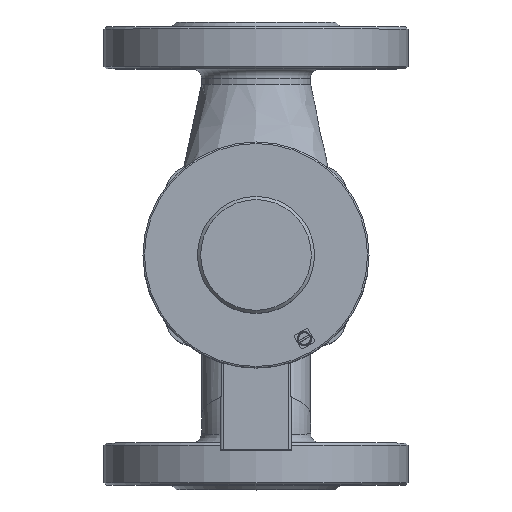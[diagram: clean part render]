
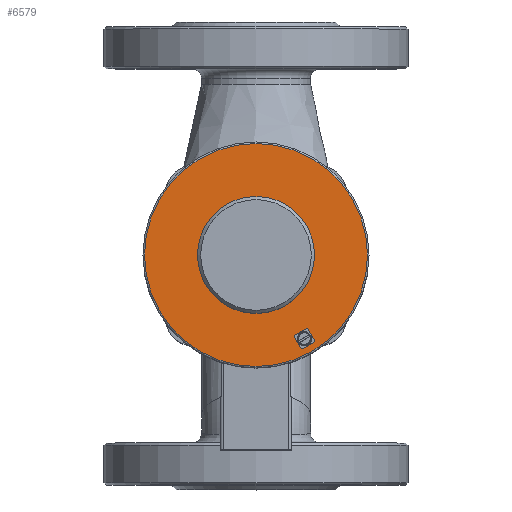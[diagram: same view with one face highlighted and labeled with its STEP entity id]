
A CAD part, top view. The second image highlights one B-rep face of the part: STEP entity #6579.
In plain terms, the highlighted planar face has unit normal (0, 0, 1).
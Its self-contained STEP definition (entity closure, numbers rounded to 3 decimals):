
#92=FACE_BOUND('',#1906,.T.);
#93=FACE_BOUND('',#1907,.T.);
#696=LINE('',#11429,#996);
#707=LINE('',#11450,#1007);
#708=LINE('',#11453,#1008);
#710=LINE('',#11457,#1010);
#712=LINE('',#11461,#1012);
#714=LINE('',#11465,#1014);
#716=LINE('',#11469,#1016);
#718=LINE('',#11472,#1018);
#996=VECTOR('',#8317,9.);
#1007=VECTOR('',#8332,0.707);
#1008=VECTOR('',#8335,0.707);
#1010=VECTOR('',#8339,9.);
#1012=VECTOR('',#8343,0.707);
#1014=VECTOR('',#8347,9.);
#1016=VECTOR('',#8351,0.707);
#1018=VECTOR('',#8355,9.);
#1483=FACE_OUTER_BOUND('',#1905,.T.);
#1905=EDGE_LOOP('',(#4977));
#1906=EDGE_LOOP('',(#4978,#4979,#4980,#4981,#4982,#4983,#4984,#4985));
#1907=EDGE_LOOP('',(#4986));
#2333=CIRCLE('',#7123,71.5);
#2334=CIRCLE('',#7124,37.5);
#2801=VERTEX_POINT('',#11425);
#2803=VERTEX_POINT('',#11428);
#2811=VERTEX_POINT('',#11448);
#2812=VERTEX_POINT('',#11452);
#2813=VERTEX_POINT('',#11456);
#2814=VERTEX_POINT('',#11460);
#2815=VERTEX_POINT('',#11464);
#2816=VERTEX_POINT('',#11468);
#2822=VERTEX_POINT('',#11485);
#2823=VERTEX_POINT('',#11487);
#3570=EDGE_CURVE('',#2803,#2801,#696,.T.);
#3581=EDGE_CURVE('',#2801,#2811,#707,.T.);
#3582=EDGE_CURVE('',#2812,#2803,#708,.T.);
#3584=EDGE_CURVE('',#2813,#2812,#710,.T.);
#3586=EDGE_CURVE('',#2814,#2813,#712,.T.);
#3588=EDGE_CURVE('',#2815,#2814,#714,.T.);
#3590=EDGE_CURVE('',#2816,#2815,#716,.T.);
#3592=EDGE_CURVE('',#2811,#2816,#718,.T.);
#3598=EDGE_CURVE('',#2822,#2822,#2333,.T.);
#3599=EDGE_CURVE('',#2823,#2823,#2334,.T.);
#4977=ORIENTED_EDGE('',*,*,#3598,.F.);
#4978=ORIENTED_EDGE('',*,*,#3570,.T.);
#4979=ORIENTED_EDGE('',*,*,#3581,.T.);
#4980=ORIENTED_EDGE('',*,*,#3592,.T.);
#4981=ORIENTED_EDGE('',*,*,#3590,.T.);
#4982=ORIENTED_EDGE('',*,*,#3588,.T.);
#4983=ORIENTED_EDGE('',*,*,#3586,.T.);
#4984=ORIENTED_EDGE('',*,*,#3584,.T.);
#4985=ORIENTED_EDGE('',*,*,#3582,.T.);
#4986=ORIENTED_EDGE('',*,*,#3599,.F.);
#5911=PLANE('',#7122);
#6579=ADVANCED_FACE('',(#1483,#92,#93),#5911,.T.);
#7122=AXIS2_PLACEMENT_3D('',#11484,#8366,#8367);
#7123=AXIS2_PLACEMENT_3D('',#11486,#8368,#8369);
#7124=AXIS2_PLACEMENT_3D('',#11488,#8370,#8371);
#8317=DIRECTION('',(-0.866,-0.5,0.));
#8332=DIRECTION('',(-0.966,0.259,0.));
#8335=DIRECTION('',(-0.259,-0.966,0.));
#8339=DIRECTION('',(0.5,-0.866,0.));
#8343=DIRECTION('',(0.966,-0.259,0.));
#8347=DIRECTION('',(0.866,0.5,0.));
#8351=DIRECTION('',(0.259,0.966,0.));
#8355=DIRECTION('',(-0.5,0.866,0.));
#8366=DIRECTION('center_axis',(0.,0.,
1.));
#8367=DIRECTION('ref_axis',(1.,0.,0.));
#8368=DIRECTION('center_axis',(0.,0.,
-1.));
#8369=DIRECTION('ref_axis',(-1.,0.,0.));
#8370=DIRECTION('center_axis',(0.,0.,
1.));
#8371=DIRECTION('ref_axis',(0.,1.,0.));
#11425=CARTESIAN_POINT('',(29.603,-60.274,358.));
#11428=CARTESIAN_POINT('',(37.397,-55.774,358.));
#11429=CARTESIAN_POINT('',(9.04,-72.146,358.));
#11448=CARTESIAN_POINT('',(28.92,-60.091,358.));
#11450=CARTESIAN_POINT('',(-25.034,-45.635,358.));
#11452=CARTESIAN_POINT('',(37.58,-55.091,358.));
#11453=CARTESIAN_POINT('',(40.784,-43.134,358.));
#11456=CARTESIAN_POINT('',(33.08,-47.297,358.));
#11457=CARTESIAN_POINT('',(9.705,-6.81,358.));
#11460=CARTESIAN_POINT('',(32.397,-47.114,358.));
#11461=CARTESIAN_POINT('',(-21.557,-32.657,358.));
#11464=CARTESIAN_POINT('',(24.603,-51.614,358.));
#11465=CARTESIAN_POINT('',(-0.29,-65.986,358.));
#11468=CARTESIAN_POINT('',(24.42,-52.297,358.));
#11469=CARTESIAN_POINT('',(27.807,-39.657,358.));
#11472=CARTESIAN_POINT('',(3.545,-16.14,358.));
#11484=CARTESIAN_POINT('Origin',(-71.,0.,
358.));
#11485=CARTESIAN_POINT('',(-71.5,0.,358.));
#11486=CARTESIAN_POINT('Origin',(0.,0.,
358.));
#11487=CARTESIAN_POINT('',(0.,37.5,358.));
#11488=CARTESIAN_POINT('Origin',(0.,0.,
358.));
